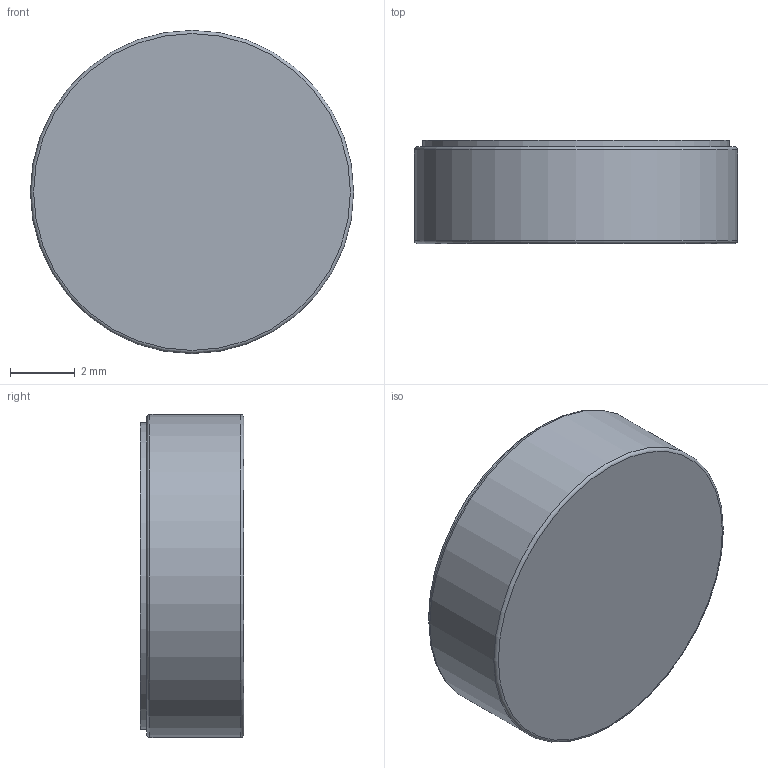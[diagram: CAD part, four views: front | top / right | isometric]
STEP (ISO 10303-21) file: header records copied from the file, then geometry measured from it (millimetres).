
FILE_DESCRIPTION(/* description */ (''),/* implementation_level */ '2;1');
FILE_NAME(/* name */ '1030 Vibration Motor v1.step',/* time_stamp */ '2021-12-22T22:26:38+08:00',/* author */ (''),/* organization */ (''),/* preprocessor_version */ 'ST-DEVELOPER v18.1',/* originating_system */ 'Autodesk Translation Framework v10.10.0.1391',/* authorisation */ '');
FILE_SCHEMA (('AUTOMOTIVE_DESIGN { 1 0 10303 214 3 1 1 }'));
Length unit declared in the file: millimetre
Products named in the file (2): 1030 Vibration Motor; Component1
Assembly tree (1 placements, depth 2):
  1030 Vibration Motor
    Component1
Bounding box: 10 x 3.2 x 10 mm (x, y, z)
Volume: 249.7 mm3; surface area: 396.4 mm2
Topology: 2 solids, 2 shells, 8 faces, 12 edges, 8 vertices
Faces by surface type: plane 4, cylinder 2, torus 2
Full cylindrical faces by diameter (mm): 9.5 x1, 10 x1
Entity records: 247 total; most frequent: DIRECTION 44, CARTESIAN_POINT 31, ORIENTED_EDGE 24, AXIS2_PLACEMENT_3D 21, EDGE_CURVE 12, CIRCLE 10, FACE_OUTER_BOUND 8, EDGE_LOOP 8
